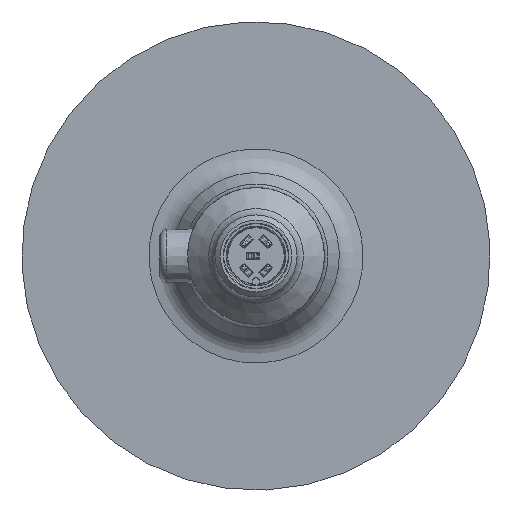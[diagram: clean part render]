
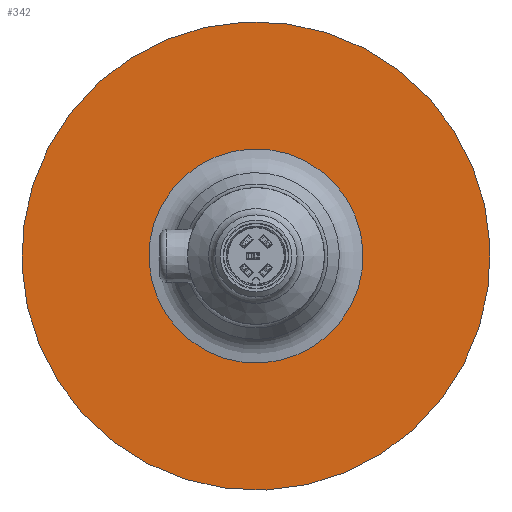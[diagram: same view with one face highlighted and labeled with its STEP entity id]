
A CAD part, left-side view. The second image highlights one B-rep face of the part: STEP entity #342.
In plain terms, the highlighted planar face has unit normal (-1, 0, 0).
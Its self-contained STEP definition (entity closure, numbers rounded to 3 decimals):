
#342 = ADVANCED_FACE( '', ( #774, #775 ), #776, .T. );
#774 = FACE_BOUND( '', #1286, .T. );
#775 = FACE_OUTER_BOUND( '', #1287, .T. );
#776 = PLANE( '', #1288 );
#1286 = EDGE_LOOP( '', ( #2242 ) );
#1287 = EDGE_LOOP( '', ( #2243 ) );
#1288 = AXIS2_PLACEMENT_3D( '', #2244, #2245, #2246 );
#2242 = ORIENTED_EDGE( '', *, *, #3223, .T. );
#2243 = ORIENTED_EDGE( '', *, *, #3221, .T. );
#2244 = CARTESIAN_POINT( '', ( -11., 5.108, 12.333 ) );
#2245 = DIRECTION( '', ( -1., 0., 0. ) );
#2246 = DIRECTION( '', ( 0., 0.383, 0.924 ) );
#3221 = EDGE_CURVE( '', #3945, #3945, #3946, .T. );
#3223 = EDGE_CURVE( '', #3948, #3948, #3949, .F. );
#3945 = VERTEX_POINT( '', #4960 );
#3946 = CIRCLE( '', #4961, 34.25 );
#3948 = VERTEX_POINT( '', #4963 );
#3949 = CIRCLE( '', #4964, 15.658 );
#4960 = CARTESIAN_POINT( '', ( -11., 13.107, 31.643 ) );
#4961 = AXIS2_PLACEMENT_3D( '', #5687, #5688, #5689 );
#4963 = CARTESIAN_POINT( '', ( -11., 5.992, 14.466 ) );
#4964 = AXIS2_PLACEMENT_3D( '', #5690, #5691, #5692 );
#5687 = CARTESIAN_POINT( '', ( -11., 0., 0. ) );
#5688 = DIRECTION( '', ( -1., 0., 0. ) );
#5689 = DIRECTION( '', ( 0., 0.383, 0.924 ) );
#5690 = CARTESIAN_POINT( '', ( -11., 0., 0. ) );
#5691 = DIRECTION( '', ( -1., 0., 0. ) );
#5692 = DIRECTION( '', ( 0., 0.383, 0.924 ) );
